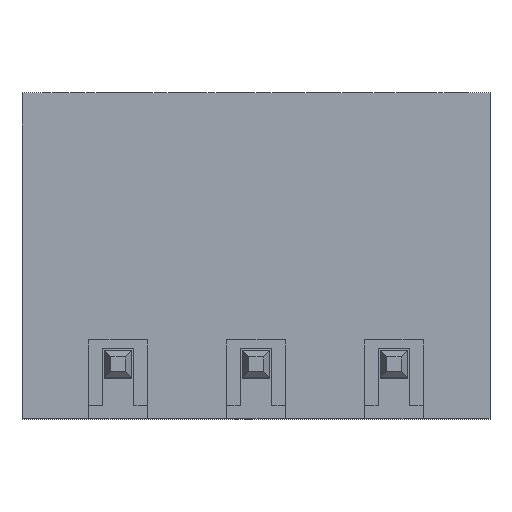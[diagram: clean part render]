
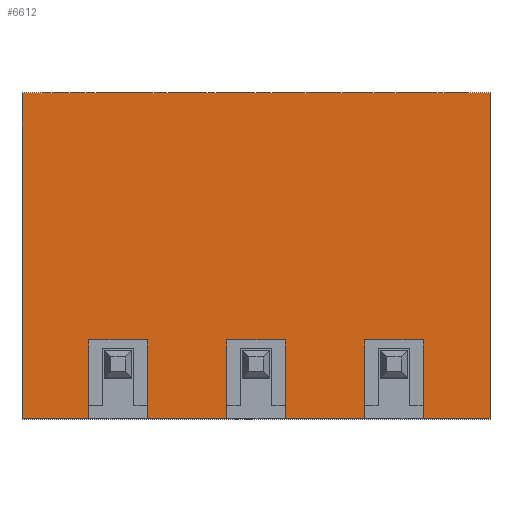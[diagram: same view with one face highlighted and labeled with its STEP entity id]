
A CAD part, top view. The second image highlights one B-rep face of the part: STEP entity #6612.
In plain terms, the highlighted planar face has unit normal (0, 0, 1).
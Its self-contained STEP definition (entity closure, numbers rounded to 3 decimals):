
#38 = LINE ( 'NONE', #3625, #5813 ) ;
#154 = VECTOR ( 'NONE', #6545, 1000. ) ;
#205 = VECTOR ( 'NONE', #1671, 1000. ) ;
#222 = ORIENTED_EDGE ( 'NONE', *, *, #1532, .T. ) ;
#477 = VECTOR ( 'NONE', #1992, 1000. ) ;
#486 = EDGE_CURVE ( 'NONE', #805, #1112, #1741, .T. ) ;
#514 = VERTEX_POINT ( 'NONE', #7085 ) ;
#529 = CARTESIAN_POINT ( 'NONE',  ( 4.04, -1.5, 5.05 ) ) ;
#554 = CARTESIAN_POINT ( 'NONE',  ( 4.04, -1.5, 5.05 ) ) ;
#724 = ORIENTED_EDGE ( 'NONE', *, *, #2675, .F. ) ;
#805 = VERTEX_POINT ( 'NONE', #5489 ) ;
#879 = CARTESIAN_POINT ( 'NONE',  ( -5.66, 1.4, 5.05 ) ) ;
#892 = LINE ( 'NONE', #7226, #4692 ) ;
#934 = DIRECTION ( 'NONE',  ( 0., -1., 0. ) ) ;
#940 = VECTOR ( 'NONE', #6272, 1000. ) ;
#992 = VECTOR ( 'NONE', #934, 1000. ) ;
#1112 = VERTEX_POINT ( 'NONE', #6268 ) ;
#1136 = ORIENTED_EDGE ( 'NONE', *, *, #2251, .F. ) ;
#1158 = CARTESIAN_POINT ( 'NONE',  ( 4.04, 10.5, 5.05 ) ) ;
#1371 = ORIENTED_EDGE ( 'NONE', *, *, #5890, .F. ) ;
#1390 = DIRECTION ( 'NONE',  ( -1., 0., 0. ) ) ;
#1461 = CARTESIAN_POINT ( 'NONE',  ( -5.66, -1.5, 5.05 ) ) ;
#1505 = DIRECTION ( 'NONE',  ( -1., 0., 0. ) ) ;
#1506 = EDGE_CURVE ( 'NONE', #5484, #6422, #892, .T. ) ;
#1532 = EDGE_CURVE ( 'NONE', #514, #2473, #7191, .T. ) ;
#1543 = CARTESIAN_POINT ( 'NONE',  ( 1.58, 0., 5.05 ) ) ;
#1671 = DIRECTION ( 'NONE',  ( 0., -1., 0. ) ) ;
#1679 = EDGE_CURVE ( 'NONE', #514, #7070, #4216, .T. ) ;
#1741 = LINE ( 'NONE', #554, #1909 ) ;
#1751 = VERTEX_POINT ( 'NONE', #4455 ) ;
#1909 = VECTOR ( 'NONE', #4006, 1000. ) ;
#1940 = ORIENTED_EDGE ( 'NONE', *, *, #2192, .F. ) ;
#1941 = LINE ( 'NONE', #879, #7074 ) ;
#1992 = DIRECTION ( 'NONE',  ( -1., 0., 0. ) ) ;
#2013 = DIRECTION ( 'NONE',  ( 0., -1., 0. ) ) ;
#2054 = AXIS2_PLACEMENT_3D ( 'NONE', #7436, #3379, #5349 ) ;
#2192 = EDGE_CURVE ( 'NONE', #4757, #5898, #4011, .T. ) ;
#2201 = LINE ( 'NONE', #529, #940 ) ;
#2211 = ORIENTED_EDGE ( 'NONE', *, *, #1506, .F. ) ;
#2251 = EDGE_CURVE ( 'NONE', #5888, #805, #7415, .T. ) ;
#2269 = LINE ( 'NONE', #3421, #7196 ) ;
#2290 = EDGE_CURVE ( 'NONE', #7070, #6866, #2420, .T. ) ;
#2344 = EDGE_CURVE ( 'NONE', #5484, #5364, #38, .T. ) ;
#2380 = DIRECTION ( 'NONE',  ( -1., 0., 0. ) ) ;
#2420 = LINE ( 'NONE', #6431, #5456 ) ;
#2473 = VERTEX_POINT ( 'NONE', #4417 ) ;
#2528 = ORIENTED_EDGE ( 'NONE', *, *, #2344, .T. ) ;
#2675 = EDGE_CURVE ( 'NONE', #1751, #5888, #3610, .T. ) ;
#2770 = EDGE_CURVE ( 'NONE', #1751, #6866, #3302, .T. ) ;
#2774 = DIRECTION ( 'NONE',  ( -1., 0., 0. ) ) ;
#2927 = VECTOR ( 'NONE', #3855, 1000. ) ;
#2957 = DIRECTION ( 'NONE',  ( 0., -1., 0. ) ) ;
#3039 = CARTESIAN_POINT ( 'NONE',  ( -5.66, 1.4, 5.05 ) ) ;
#3054 = PLANE ( 'NONE',  #2054 ) ;
#3113 = VERTEX_POINT ( 'NONE', #5972 ) ;
#3198 = EDGE_LOOP ( 'NONE', ( #1136, #724, #6284, #4406, #6200, #222, #5060, #1940, #1371, #2211, #2528, #5177, #5891, #6625, #4028, #5546 ) ) ;
#3302 = LINE ( 'NONE', #1543, #992 ) ;
#3341 = FACE_OUTER_BOUND ( 'NONE', #3198, .T. ) ;
#3379 = DIRECTION ( 'NONE',  ( 0., 0., -1. ) ) ;
#3421 = CARTESIAN_POINT ( 'NONE',  ( -5.66, 0., 5.05 ) ) ;
#3609 = CARTESIAN_POINT ( 'NONE',  ( -8.58, 1.4, 5.05 ) ) ;
#3610 = LINE ( 'NONE', #4236, #154 ) ;
#3625 = CARTESIAN_POINT ( 'NONE',  ( -8.58, 0., 5.05 ) ) ;
#3801 = CARTESIAN_POINT ( 'NONE',  ( -13.2, -1.5, 5.05 ) ) ;
#3855 = DIRECTION ( 'NONE',  ( 0., -1., 0. ) ) ;
#3918 = LINE ( 'NONE', #4285, #4070 ) ;
#4000 = EDGE_CURVE ( 'NONE', #3113, #6873, #1941, .T. ) ;
#4001 = DIRECTION ( 'NONE',  ( 0., -1., 0. ) ) ;
#4006 = DIRECTION ( 'NONE',  ( -1., 0., 0. ) ) ;
#4011 = LINE ( 'NONE', #6311, #5450 ) ;
#4028 = ORIENTED_EDGE ( 'NONE', *, *, #4909, .T. ) ;
#4056 = CARTESIAN_POINT ( 'NONE',  ( -3.5, 0., 5.05 ) ) ;
#4070 = VECTOR ( 'NONE', #6565, 1000. ) ;
#4088 = EDGE_CURVE ( 'NONE', #6873, #6946, #2269, .T. ) ;
#4216 = LINE ( 'NONE', #1158, #5066 ) ;
#4236 = CARTESIAN_POINT ( 'NONE',  ( -0.58, 1.4, 5.05 ) ) ;
#4285 = CARTESIAN_POINT ( 'NONE',  ( -10.74, 0., 5.05 ) ) ;
#4406 = ORIENTED_EDGE ( 'NONE', *, *, #2290, .F. ) ;
#4417 = CARTESIAN_POINT ( 'NONE',  ( -13.2, 10.5, 5.05 ) ) ;
#4427 = CARTESIAN_POINT ( 'NONE',  ( -0.58, 0., 5.05 ) ) ;
#4450 = CARTESIAN_POINT ( 'NONE',  ( -8.58, -1.5, 5.05 ) ) ;
#4455 = CARTESIAN_POINT ( 'NONE',  ( 1.58, 1.4, 5.05 ) ) ;
#4536 = CARTESIAN_POINT ( 'NONE',  ( 1.58, -1.5, 5.05 ) ) ;
#4602 = CARTESIAN_POINT ( 'NONE',  ( 4.04, -1.5, 5.05 ) ) ;
#4692 = VECTOR ( 'NONE', #1505, 1000. ) ;
#4757 = VERTEX_POINT ( 'NONE', #7315 ) ;
#4909 = EDGE_CURVE ( 'NONE', #3113, #1112, #6950, .T. ) ;
#4922 = CARTESIAN_POINT ( 'NONE',  ( 4.04, 10.5, 5.05 ) ) ;
#5060 = ORIENTED_EDGE ( 'NONE', *, *, #6413, .T. ) ;
#5066 = VECTOR ( 'NONE', #2013, 1000. ) ;
#5143 = EDGE_CURVE ( 'NONE', #6946, #5364, #2201, .T. ) ;
#5177 = ORIENTED_EDGE ( 'NONE', *, *, #5143, .F. ) ;
#5200 = CARTESIAN_POINT ( 'NONE',  ( -13.2, 10.5, 5.05 ) ) ;
#5349 = DIRECTION ( 'NONE',  ( 0., 1., 0. ) ) ;
#5364 = VERTEX_POINT ( 'NONE', #4450 ) ;
#5450 = VECTOR ( 'NONE', #2774, 1000. ) ;
#5456 = VECTOR ( 'NONE', #2380, 1000. ) ;
#5484 = VERTEX_POINT ( 'NONE', #3609 ) ;
#5489 = CARTESIAN_POINT ( 'NONE',  ( -0.58, -1.5, 5.05 ) ) ;
#5546 = ORIENTED_EDGE ( 'NONE', *, *, #486, .F. ) ;
#5549 = CARTESIAN_POINT ( 'NONE',  ( -0.58, 1.4, 5.05 ) ) ;
#5813 = VECTOR ( 'NONE', #2957, 1000. ) ;
#5888 = VERTEX_POINT ( 'NONE', #5549 ) ;
#5890 = EDGE_CURVE ( 'NONE', #6422, #4757, #3918, .T. ) ;
#5891 = ORIENTED_EDGE ( 'NONE', *, *, #4088, .F. ) ;
#5898 = VERTEX_POINT ( 'NONE', #3801 ) ;
#5972 = CARTESIAN_POINT ( 'NONE',  ( -3.5, 1.4, 5.05 ) ) ;
#6017 = VECTOR ( 'NONE', #6971, 1000. ) ;
#6200 = ORIENTED_EDGE ( 'NONE', *, *, #1679, .F. ) ;
#6268 = CARTESIAN_POINT ( 'NONE',  ( -3.5, -1.5, 5.05 ) ) ;
#6272 = DIRECTION ( 'NONE',  ( -1., 0., 0. ) ) ;
#6284 = ORIENTED_EDGE ( 'NONE', *, *, #2770, .T. ) ;
#6311 = CARTESIAN_POINT ( 'NONE',  ( 4.04, -1.5, 5.05 ) ) ;
#6383 = LINE ( 'NONE', #5200, #6017 ) ;
#6413 = EDGE_CURVE ( 'NONE', #2473, #5898, #6383, .T. ) ;
#6422 = VERTEX_POINT ( 'NONE', #6427 ) ;
#6427 = CARTESIAN_POINT ( 'NONE',  ( -10.74, 1.4, 5.05 ) ) ;
#6431 = CARTESIAN_POINT ( 'NONE',  ( 4.04, -1.5, 5.05 ) ) ;
#6545 = DIRECTION ( 'NONE',  ( -1., 0., 0. ) ) ;
#6565 = DIRECTION ( 'NONE',  ( 0., -1., 0. ) ) ;
#6612 = ADVANCED_FACE ( 'NONE', ( #3341 ), #3054, .F. ) ;
#6625 = ORIENTED_EDGE ( 'NONE', *, *, #4000, .F. ) ;
#6866 = VERTEX_POINT ( 'NONE', #4536 ) ;
#6873 = VERTEX_POINT ( 'NONE', #3039 ) ;
#6946 = VERTEX_POINT ( 'NONE', #1461 ) ;
#6950 = LINE ( 'NONE', #4056, #205 ) ;
#6971 = DIRECTION ( 'NONE',  ( 0., -1., 0. ) ) ;
#7070 = VERTEX_POINT ( 'NONE', #4602 ) ;
#7074 = VECTOR ( 'NONE', #1390, 1000. ) ;
#7085 = CARTESIAN_POINT ( 'NONE',  ( 4.04, 10.5, 5.05 ) ) ;
#7191 = LINE ( 'NONE', #4922, #477 ) ;
#7196 = VECTOR ( 'NONE', #4001, 1000. ) ;
#7226 = CARTESIAN_POINT ( 'NONE',  ( -10.74, 1.4, 5.05 ) ) ;
#7315 = CARTESIAN_POINT ( 'NONE',  ( -10.74, -1.5, 5.05 ) ) ;
#7415 = LINE ( 'NONE', #4427, #2927 ) ;
#7436 = CARTESIAN_POINT ( 'NONE',  ( 4.04, -0.08, 5.05 ) ) ;
